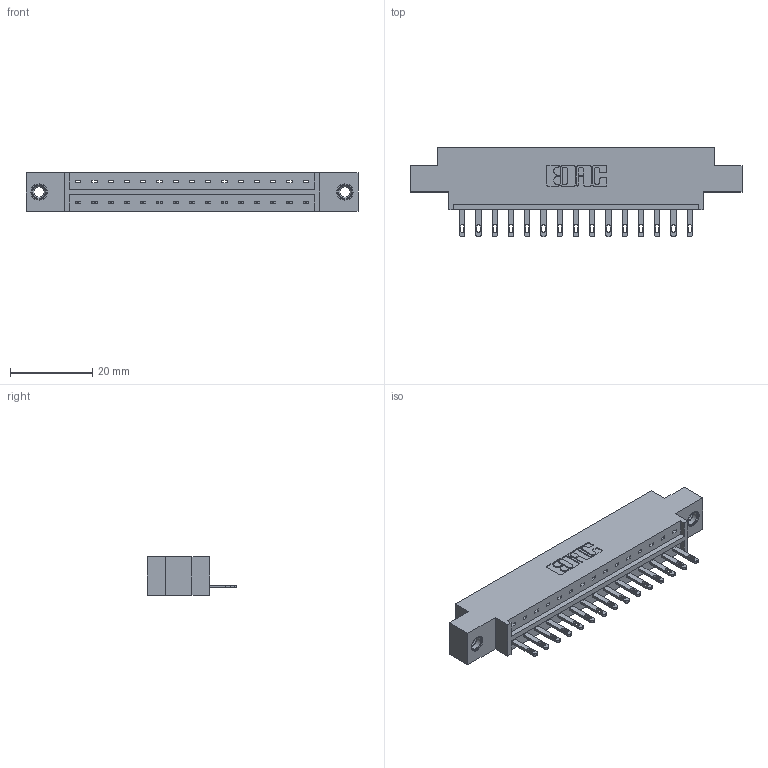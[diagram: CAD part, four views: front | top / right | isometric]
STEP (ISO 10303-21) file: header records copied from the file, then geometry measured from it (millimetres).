
FILE_DESCRIPTION (( 'STEP AP203' ), '1' );
FILE_NAME ('833-015-500-607.STEP', '2020-05-31T15:25:27', ( '' ), ( '' ), 'SwSTEP 2.0', 'SolidWorks 2020', '' );
FILE_SCHEMA (( 'CONFIG_CONTROL_DESIGN' ));
Length unit declared in the file: inch
Products named in the file (4): 833-015-500-607; 833 Part_Offset - .156 Dia - TI; 345-292-001_345-293-100; 345-250-001_345-250-005-103
Assembly tree (18 placements, depth 2):
  833-015-500-607
    833 Part_Offset - .156 Dia - TI
    345-292-001_345-293-100  x15
    345-250-001_345-250-005-103  x2
Bounding box: 80.98 x 21.85 x 9.4 mm (x, y, z)
Volume: 7684.2 mm3; surface area: 8409.3 mm2
Topology: 18 solids, 18 shells, 988 faces, 2979 edges, 1978 vertices
Faces by surface type: plane 646, cylinder 326, cone 12, torus 4
Entity records: 13910 total; most frequent: CARTESIAN_POINT 2386, ORIENTED_EDGE 2330, DIRECTION 2101, EDGE_CURVE 1165, LINE 1013, VECTOR 1013, VERTEX_POINT 772, AXIS2_PLACEMENT_3D 544
